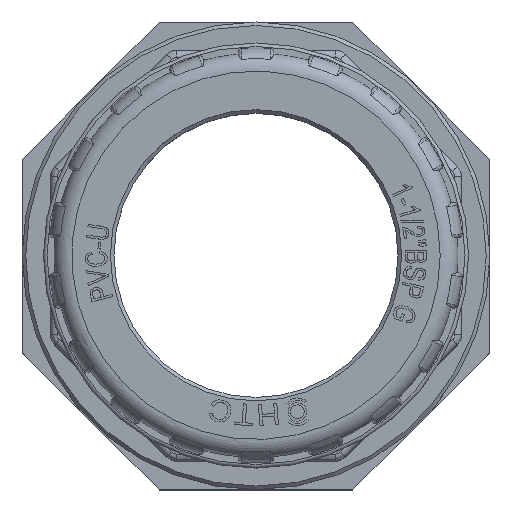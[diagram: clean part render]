
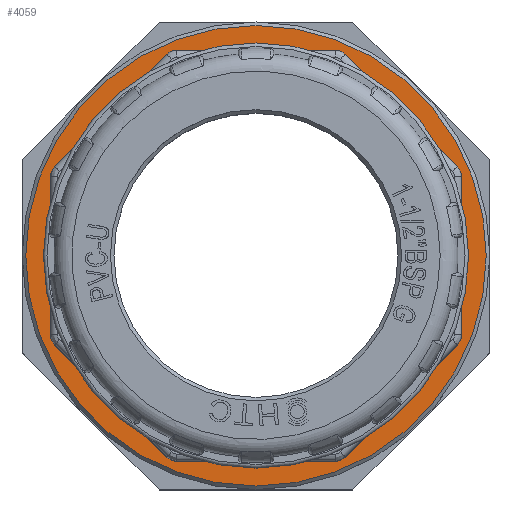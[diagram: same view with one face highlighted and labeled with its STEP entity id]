
A CAD part, top view. The second image highlights one B-rep face of the part: STEP entity #4059.
In plain terms, the highlighted planar face has unit normal (0, 0, 1).
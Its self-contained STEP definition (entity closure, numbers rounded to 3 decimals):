
#710=LINE('',#29265,#1771);
#714=LINE('',#29274,#1775);
#718=LINE('',#29283,#1779);
#722=LINE('',#29292,#1783);
#726=LINE('',#29301,#1787);
#730=LINE('',#29310,#1791);
#734=LINE('',#29319,#1795);
#738=LINE('',#29328,#1799);
#1771=VECTOR('',#16938,1.);
#1775=VECTOR('',#16944,1.);
#1779=VECTOR('',#16950,1.);
#1783=VECTOR('',#16956,1.);
#1787=VECTOR('',#16962,1.);
#1791=VECTOR('',#16968,1.);
#1795=VECTOR('',#16974,1.);
#1799=VECTOR('',#16980,1.);
#2721=PLANE('',#15483);
#4059=ADVANCED_FACE('',(#4710,#4711),#2721,.F.);
#4710=FACE_BOUND('',#5234,.T.);
#4711=FACE_BOUND('',#5235,.T.);
#5234=EDGE_LOOP('',(#7944));
#5235=EDGE_LOOP('',(#7945,#7946,#7947,#7948,#7949,#7950,#7951,#7952,#7953,
#7954,#7955,#7956,#7957,#7958,#7959,#7960));
#5782=CIRCLE('',#15459,2.);
#5784=CIRCLE('',#15462,2.);
#5786=CIRCLE('',#15465,2.);
#5788=CIRCLE('',#15468,2.);
#5790=CIRCLE('',#15471,2.);
#5792=CIRCLE('',#15474,2.);
#5794=CIRCLE('',#15477,2.);
#5796=CIRCLE('',#15480,2.);
#5797=CIRCLE('',#15482,32.5);
#7944=ORIENTED_EDGE('',*,*,#12788,.T.);
#7945=ORIENTED_EDGE('',*,*,#12743,.F.);
#7946=ORIENTED_EDGE('',*,*,#12783,.T.);
#7947=ORIENTED_EDGE('',*,*,#12771,.F.);
#7948=ORIENTED_EDGE('',*,*,#12785,.T.);
#7949=ORIENTED_EDGE('',*,*,#12767,.F.);
#7950=ORIENTED_EDGE('',*,*,#12787,.T.);
#7951=ORIENTED_EDGE('',*,*,#12763,.F.);
#7952=ORIENTED_EDGE('',*,*,#12773,.T.);
#7953=ORIENTED_EDGE('',*,*,#12759,.F.);
#7954=ORIENTED_EDGE('',*,*,#12775,.T.);
#7955=ORIENTED_EDGE('',*,*,#12755,.F.);
#7956=ORIENTED_EDGE('',*,*,#12777,.T.);
#7957=ORIENTED_EDGE('',*,*,#12751,.F.);
#7958=ORIENTED_EDGE('',*,*,#12779,.T.);
#7959=ORIENTED_EDGE('',*,*,#12747,.F.);
#7960=ORIENTED_EDGE('',*,*,#12781,.T.);
#10993=VERTEX_POINT('',#29259);
#10996=VERTEX_POINT('',#29264);
#10997=VERTEX_POINT('',#29268);
#11000=VERTEX_POINT('',#29273);
#11001=VERTEX_POINT('',#29277);
#11004=VERTEX_POINT('',#29282);
#11005=VERTEX_POINT('',#29286);
#11008=VERTEX_POINT('',#29291);
#11009=VERTEX_POINT('',#29295);
#11012=VERTEX_POINT('',#29300);
#11013=VERTEX_POINT('',#29304);
#11016=VERTEX_POINT('',#29309);
#11017=VERTEX_POINT('',#29313);
#11020=VERTEX_POINT('',#29318);
#11021=VERTEX_POINT('',#29322);
#11024=VERTEX_POINT('',#29327);
#11025=VERTEX_POINT('',#29355);
#12743=EDGE_CURVE('',#10996,#10993,#710,.T.);
#12747=EDGE_CURVE('',#11000,#10997,#714,.T.);
#12751=EDGE_CURVE('',#11004,#11001,#718,.T.);
#12755=EDGE_CURVE('',#11008,#11005,#722,.T.);
#12759=EDGE_CURVE('',#11012,#11009,#726,.T.);
#12763=EDGE_CURVE('',#11016,#11013,#730,.T.);
#12767=EDGE_CURVE('',#11020,#11017,#734,.T.);
#12771=EDGE_CURVE('',#11024,#11021,#738,.T.);
#12773=EDGE_CURVE('',#11016,#11009,#5782,.T.);
#12775=EDGE_CURVE('',#11012,#11005,#5784,.T.);
#12777=EDGE_CURVE('',#11008,#11001,#5786,.T.);
#12779=EDGE_CURVE('',#11004,#10997,#5788,.T.);
#12781=EDGE_CURVE('',#11000,#10993,#5790,.T.);
#12783=EDGE_CURVE('',#10996,#11021,#5792,.T.);
#12785=EDGE_CURVE('',#11024,#11017,#5794,.T.);
#12787=EDGE_CURVE('',#11020,#11013,#5796,.T.);
#12788=EDGE_CURVE('',#11025,#11025,#5797,.T.);
#15459=AXIS2_PLACEMENT_3D('',#29331,#16985,#16986);
#15462=AXIS2_PLACEMENT_3D('',#29334,#16991,#16992);
#15465=AXIS2_PLACEMENT_3D('',#29337,#16997,#16998);
#15468=AXIS2_PLACEMENT_3D('',#29340,#17003,#17004);
#15471=AXIS2_PLACEMENT_3D('',#29343,#17009,#17010);
#15474=AXIS2_PLACEMENT_3D('',#29346,#17015,#17016);
#15477=AXIS2_PLACEMENT_3D('',#29349,#17021,#17022);
#15480=AXIS2_PLACEMENT_3D('',#29352,#17027,#17028);
#15482=AXIS2_PLACEMENT_3D('',#29354,#17031,#17032);
#15483=AXIS2_PLACEMENT_3D('',#29356,#17033,#17034);
#16938=DIRECTION('',(1.,0.,0.));
#16944=DIRECTION('',(0.707,0.707,0.));
#16950=DIRECTION('',(0.,1.,0.));
#16956=DIRECTION('',(-0.707,0.707,0.));
#16962=DIRECTION('',(-1.,0.,0.));
#16968=DIRECTION('',(-0.707,-0.707,0.));
#16974=DIRECTION('',(0.,-1.,0.));
#16980=DIRECTION('',(0.707,-0.707,0.));
#16985=DIRECTION('',(0.,0.,-1.));
#16986=DIRECTION('',(-1.,0.,0.));
#16991=DIRECTION('',(0.,0.,-1.));
#16992=DIRECTION('',(-1.,0.,0.));
#16997=DIRECTION('',(0.,0.,-1.));
#16998=DIRECTION('',(-1.,0.,0.));
#17003=DIRECTION('',(0.,0.,-1.));
#17004=DIRECTION('',(-1.,0.,0.));
#17009=DIRECTION('',(0.,0.,-1.));
#17010=DIRECTION('',(-1.,0.,0.));
#17015=DIRECTION('',(0.,0.,-1.));
#17016=DIRECTION('',(-1.,0.,0.));
#17021=DIRECTION('',(0.,0.,-1.));
#17022=DIRECTION('',(-1.,0.,0.));
#17027=DIRECTION('',(0.,0.,-1.));
#17028=DIRECTION('',(-1.,0.,0.));
#17031=DIRECTION('',(0.,0.,1.));
#17032=DIRECTION('',(-1.,0.,0.));
#17033=DIRECTION('',(0.,0.,-1.));
#17034=DIRECTION('',(1.,0.,0.));
#29259=CARTESIAN_POINT('',(-108.816,175.,35.));
#29264=CARTESIAN_POINT('',(-131.184,175.,35.));
#29265=CARTESIAN_POINT('',(-120.,175.,35.));
#29268=CARTESIAN_POINT('',(-91.586,191.402,35.));
#29273=CARTESIAN_POINT('',(-107.402,175.586,35.));
#29274=CARTESIAN_POINT('',(-99.494,183.494,35.));
#29277=CARTESIAN_POINT('',(-91.,215.184,35.));
#29282=CARTESIAN_POINT('',(-91.,192.816,35.));
#29283=CARTESIAN_POINT('',(-91.,204.,35.));
#29286=CARTESIAN_POINT('',(-107.402,232.414,35.));
#29291=CARTESIAN_POINT('',(-91.586,216.598,35.));
#29292=CARTESIAN_POINT('',(-99.494,224.506,35.));
#29295=CARTESIAN_POINT('',(-131.184,233.,35.));
#29300=CARTESIAN_POINT('',(-108.816,233.,35.));
#29301=CARTESIAN_POINT('',(-120.,233.,35.));
#29304=CARTESIAN_POINT('',(-148.414,216.598,35.));
#29309=CARTESIAN_POINT('',(-132.598,232.414,35.));
#29310=CARTESIAN_POINT('',(-140.506,224.506,35.));
#29313=CARTESIAN_POINT('',(-149.,192.816,35.));
#29318=CARTESIAN_POINT('',(-149.,215.184,35.));
#29319=CARTESIAN_POINT('',(-149.,204.,35.));
#29322=CARTESIAN_POINT('',(-132.598,175.586,35.));
#29327=CARTESIAN_POINT('',(-148.414,191.402,35.));
#29328=CARTESIAN_POINT('',(-140.506,183.494,35.));
#29331=CARTESIAN_POINT('',(-131.184,231.,35.));
#29334=CARTESIAN_POINT('',(-108.816,231.,35.));
#29337=CARTESIAN_POINT('',(-93.,215.184,35.));
#29340=CARTESIAN_POINT('',(-93.,192.816,35.));
#29343=CARTESIAN_POINT('',(-108.816,177.,35.));
#29346=CARTESIAN_POINT('',(-131.184,177.,35.));
#29349=CARTESIAN_POINT('',(-147.,192.816,35.));
#29352=CARTESIAN_POINT('',(-147.,215.184,35.));
#29354=CARTESIAN_POINT('',(-120.,204.,35.));
#29355=CARTESIAN_POINT('',(-152.5,204.,35.));
#29356=CARTESIAN_POINT('',(-120.,204.,35.));
